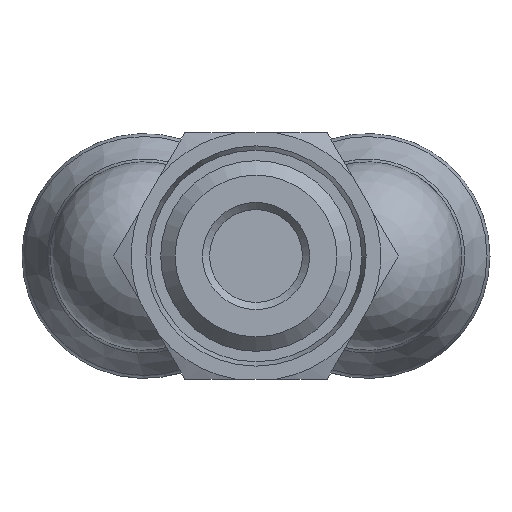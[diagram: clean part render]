
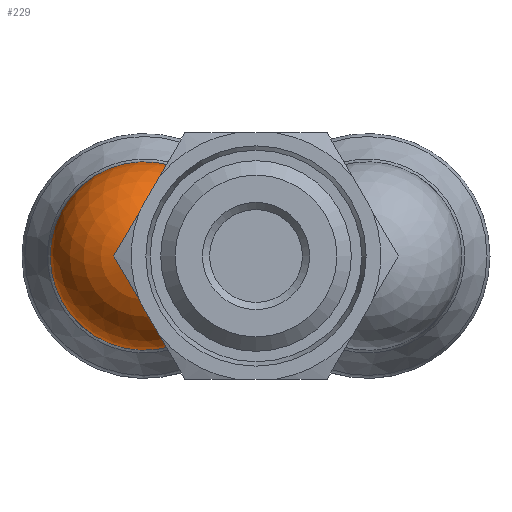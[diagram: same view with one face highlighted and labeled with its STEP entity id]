
A CAD part, front view. The second image highlights one B-rep face of the part: STEP entity #229.
In plain terms, the highlighted spherical face has radius 6.5 mm.
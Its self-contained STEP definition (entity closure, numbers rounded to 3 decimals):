
#124=CARTESIAN_POINT('',(-7.7,3.5,0.0));
#125=DIRECTION('',(0.0,1.0,0.0));
#126=DIRECTION('',(0.0,0.0,-1.0));
#127=AXIS2_PLACEMENT_3D('',#124,#125,#126);
#128=SPHERICAL_SURFACE('',#127,6.5);
#129=CARTESIAN_POINT('',(-5.39,-0.8,4.292));
#130=VERTEX_POINT('',#129);
#131=CARTESIAN_POINT('',(-5.39,-0.8,-4.292));
#132=VERTEX_POINT('',#131);
#133=CARTESIAN_POINT('',(-5.39,-0.8,4.292));
#134=CARTESIAN_POINT('',(-5.586,-0.997,4.2));
#135=CARTESIAN_POINT('',(-5.788,-1.191,4.084));
#136=CARTESIAN_POINT('',(-6.282,-1.645,3.738));
#137=CARTESIAN_POINT('',(-6.566,-1.89,3.477));
#138=CARTESIAN_POINT('',(-7.136,-2.364,2.808));
#139=CARTESIAN_POINT('',(-7.441,-2.602,2.309));
#140=CARTESIAN_POINT('',(-7.853,-2.917,1.195));
#141=CARTESIAN_POINT('',(-7.96,-2.995,0.581));
#142=CARTESIAN_POINT('',(-7.96,-2.995,-0.581));
#143=CARTESIAN_POINT('',(-7.853,-2.917,-1.195));
#144=CARTESIAN_POINT('',(-7.441,-2.602,-2.309));
#145=CARTESIAN_POINT('',(-7.136,-2.364,-2.808));
#146=CARTESIAN_POINT('',(-6.566,-1.89,-3.477));
#147=CARTESIAN_POINT('',(-6.282,-1.645,-3.738));
#148=CARTESIAN_POINT('',(-5.788,-1.191,-4.084));
#149=CARTESIAN_POINT('',(-5.586,-0.997,-4.2));
#150=CARTESIAN_POINT('',(-5.39,-0.8,-4.292));
#151=B_SPLINE_CURVE_WITH_KNOTS('',3,(#133,#134,#135,#136,#137,#138,#139,#140,#141,#142,#143,#144,#145,#146,#147,#148,#149,#150),.UNSPECIFIED.,.F.,.U.,(4,2,2,2,2,2,2,2,4),(1.659,1.743,1.868,2.042,2.217,2.391,2.565,2.691,2.774),.UNSPECIFIED.);
#152=EDGE_CURVE('',#130,#132,#151,.T.);
#153=ORIENTED_EDGE('',*,*,#152,.F.);
#154=CARTESIAN_POINT('',(-5.019,-0.415,4.442));
#155=VERTEX_POINT('',#154);
#156=CARTESIAN_POINT('',(-5.019,-0.415,4.442));
#157=CARTESIAN_POINT('',(-5.047,-0.446,4.432));
#158=CARTESIAN_POINT('',(-5.076,-0.476,4.422));
#159=CARTESIAN_POINT('',(-5.197,-0.604,4.377));
#160=CARTESIAN_POINT('',(-5.293,-0.702,4.338));
#161=CARTESIAN_POINT('',(-5.39,-0.8,4.292));
#162=B_SPLINE_CURVE_WITH_KNOTS('',3,(#156,#157,#158,#159,#160,#161),.UNSPECIFIED.,.F.,.U.,(4,2,4),(1.604,1.617,1.659),.UNSPECIFIED.);
#163=EDGE_CURVE('',#155,#130,#162,.T.);
#164=ORIENTED_EDGE('',*,*,#163,.F.);
#165=CARTESIAN_POINT('',(-4.449,0.462,4.738));
#166=VERTEX_POINT('',#165);
#167=CARTESIAN_POINT('',(-5.019,-0.415,4.442));
#168=CARTESIAN_POINT('',(-4.977,-0.371,4.456));
#169=CARTESIAN_POINT('',(-4.938,-0.326,4.471));
#170=CARTESIAN_POINT('',(-4.723,-0.07,4.553));
#171=CARTESIAN_POINT('',(-4.549,0.21,4.645));
#172=CARTESIAN_POINT('',(-4.449,0.462,4.738));
#173=B_SPLINE_CURVE_WITH_KNOTS('',3,(#167,#168,#169,#170,#171,#172),.UNSPECIFIED.,.F.,.U.,(4,2,4),(0.583,0.601,0.686),.UNSPECIFIED.);
#174=EDGE_CURVE('',#155,#166,#173,.T.);
#175=ORIENTED_EDGE('',*,*,#174,.T.);
#176=CARTESIAN_POINT('',(-3.85,3.5,5.237));
#177=VERTEX_POINT('',#176);
#178=CARTESIAN_POINT('',(-3.85,3.5,5.237));
#179=CARTESIAN_POINT('',(-3.85,2.95,5.237));
#180=CARTESIAN_POINT('',(-3.911,2.391,5.194));
#181=CARTESIAN_POINT('',(-4.13,1.369,5.021));
#182=CARTESIAN_POINT('',(-4.276,0.901,4.901));
#183=CARTESIAN_POINT('',(-4.449,0.462,4.738));
#184=B_SPLINE_CURVE_WITH_KNOTS('',3,(#178,#179,#180,#181,#182,#183),.UNSPECIFIED.,.F.,.U.,(4,2,4),(0.0,0.165,0.311),.UNSPECIFIED.);
#185=EDGE_CURVE('',#177,#166,#184,.T.);
#186=ORIENTED_EDGE('',*,*,#185,.F.);
#187=CARTESIAN_POINT('',(-3.85,3.5,-5.237));
#188=VERTEX_POINT('',#187);
#189=CARTESIAN_POINT('',(-7.7,3.5,0.0));
#190=DIRECTION('',(0.,-1.0,0.));
#191=DIRECTION('',(-0.592,0.,-0.806));
#192=AXIS2_PLACEMENT_3D('',#189,#190,#191);
#193=CIRCLE('',#192,6.5);
#194=EDGE_CURVE('',#177,#188,#193,.T.);
#195=ORIENTED_EDGE('',*,*,#194,.T.);
#196=CARTESIAN_POINT('',(-4.449,0.462,-4.738));
#197=VERTEX_POINT('',#196);
#198=CARTESIAN_POINT('',(-4.449,0.462,-4.738));
#199=CARTESIAN_POINT('',(-4.276,0.901,-4.901));
#200=CARTESIAN_POINT('',(-4.13,1.369,-5.021));
#201=CARTESIAN_POINT('',(-3.911,2.391,-5.194));
#202=CARTESIAN_POINT('',(-3.85,2.95,-5.237));
#203=CARTESIAN_POINT('',(-3.85,3.5,-5.237));
#204=B_SPLINE_CURVE_WITH_KNOTS('',3,(#198,#199,#200,#201,#202,#203),.UNSPECIFIED.,.F.,.U.,(4,2,4),(1.591,1.738,1.903),.UNSPECIFIED.);
#205=EDGE_CURVE('',#197,#188,#204,.T.);
#206=ORIENTED_EDGE('',*,*,#205,.F.);
#207=CARTESIAN_POINT('',(-5.019,-0.415,-4.442));
#208=VERTEX_POINT('',#207);
#209=CARTESIAN_POINT('',(-4.449,0.462,-4.738));
#210=CARTESIAN_POINT('',(-4.549,0.21,-4.645));
#211=CARTESIAN_POINT('',(-4.723,-0.07,-4.553));
#212=CARTESIAN_POINT('',(-4.938,-0.326,-4.471));
#213=CARTESIAN_POINT('',(-4.977,-0.371,-4.456));
#214=CARTESIAN_POINT('',(-5.019,-0.415,-4.442));
#215=B_SPLINE_CURVE_WITH_KNOTS('',3,(#209,#210,#211,#212,#213,#214),.UNSPECIFIED.,.F.,.U.,(4,2,4),(0.684,0.77,0.788),.UNSPECIFIED.);
#216=EDGE_CURVE('',#197,#208,#215,.T.);
#217=ORIENTED_EDGE('',*,*,#216,.T.);
#218=CARTESIAN_POINT('',(-5.39,-0.8,-4.292));
#219=CARTESIAN_POINT('',(-5.293,-0.702,-4.338));
#220=CARTESIAN_POINT('',(-5.197,-0.604,-4.377));
#221=CARTESIAN_POINT('',(-5.076,-0.476,-4.422));
#222=CARTESIAN_POINT('',(-5.047,-0.446,-4.432));
#223=CARTESIAN_POINT('',(-5.019,-0.415,-4.442));
#224=B_SPLINE_CURVE_WITH_KNOTS('',3,(#218,#219,#220,#221,#222,#223),.UNSPECIFIED.,.F.,.U.,(4,2,4),(2.774,2.816,2.829),.UNSPECIFIED.);
#225=EDGE_CURVE('',#132,#208,#224,.T.);
#226=ORIENTED_EDGE('',*,*,#225,.F.);
#227=EDGE_LOOP('',(#153,#164,#175,#186,#195,#206,#217,#226));
#228=FACE_OUTER_BOUND('',#227,.T.);
#229=ADVANCED_FACE('',(#228),#128,.T.);
